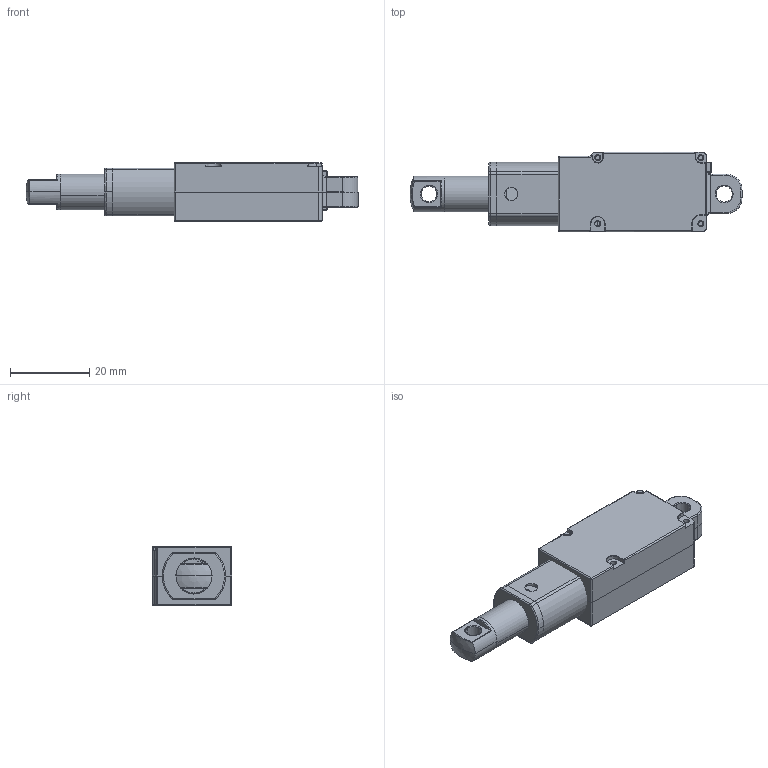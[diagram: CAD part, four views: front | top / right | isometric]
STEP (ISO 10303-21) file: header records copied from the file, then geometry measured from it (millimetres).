
FILE_DESCRIPTION (( 'STEP AP203' ), '1' );
FILE_NAME ('L10小推杆数模图 伸开.STEP', '2022-10-23T11:38:25', ( '' ), ( '' ), 'SwSTEP 2.0', 'SolidWorks 2010', '' );
FILE_SCHEMA (( 'CONFIG_CONTROL_DESIGN' ));
Length unit declared in the file: millimetre
Products named in the file (8): L10小推杆数模图 伸开; 砎蝶璃情腔褲极2; 砎蝶璃情腔褲极; 臏磁踢杶; 臏磁踢芢裝; 橡胶件-固定推杆套SLDPRT; 护线圈; 芛窒砎蝶璃
Assembly tree (7 placements, depth 2):
  L10小推杆数模图 伸开
    橡胶件-固定推杆套SLDPRT
    护线圈
    臏磁踢芢裝
    砎蝶璃情腔褲极
    砎蝶璃情腔褲极2
    芛窒砎蝶璃
    臏磁踢杶
Bounding box: 83.79 x 20 x 14.8 mm (x, y, z)
Volume: 14050.4 mm3; surface area: 9838.2 mm2
Topology: 9 solids, 9 shells, 359 faces, 892 edges, 543 vertices
Faces by surface type: cylinder 171, plane 107, bspline 76, cone 5
Entity records: 16006 total; most frequent: CARTESIAN_POINT 7254, ORIENTED_EDGE 1744, DIRECTION 1556, EDGE_CURVE 872, AXIS2_PLACEMENT_3D 584, VERTEX_POINT 543, EDGE_LOOP 397, LINE 388
